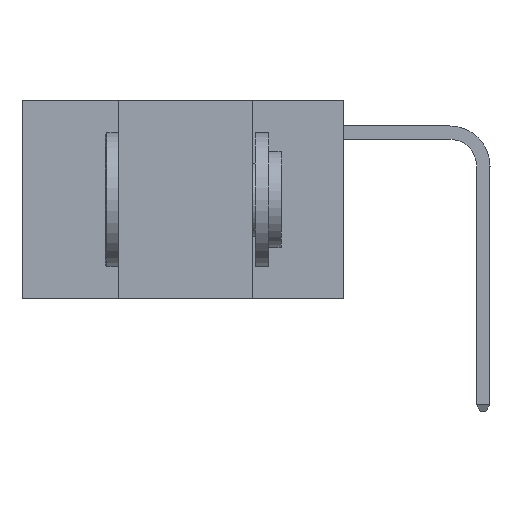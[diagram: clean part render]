
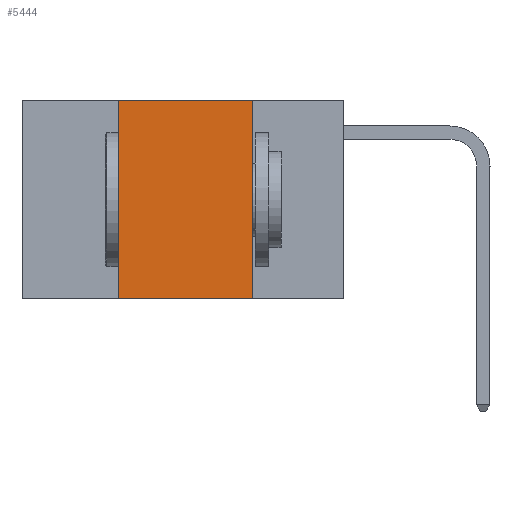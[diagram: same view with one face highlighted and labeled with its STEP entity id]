
A CAD part, left-side view. The second image highlights one B-rep face of the part: STEP entity #5444.
In plain terms, the highlighted planar face has unit normal (-1, 0, 0).
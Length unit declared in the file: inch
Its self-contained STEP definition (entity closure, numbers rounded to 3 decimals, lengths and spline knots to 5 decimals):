
#1197 = ORIENTED_EDGE ( 'NONE', *, *, #13762, .T. ) ;
#3077 = PLANE ( 'NONE',  #22906 ) ;
#4180 = CARTESIAN_POINT ( 'NONE',  ( 0., 0.42, -0.37 ) ) ;
#4684 = DIRECTION ( 'NONE',  ( 0., 0., -1. ) ) ;
#5317 = DIRECTION ( 'NONE',  ( 1., 0., 0. ) ) ;
#5444 = ADVANCED_FACE ( 'NONE', ( #15270 ), #3077, .F. ) ;
#6477 = EDGE_CURVE ( 'NONE', #25973, #13914, #9134, .T. ) ;
#9129 = EDGE_CURVE ( 'NONE', #14093, #19774, #21075, .T. ) ;
#9134 = LINE ( 'NONE', #17599, #26213 ) ;
#9600 = DIRECTION ( 'NONE',  ( 0., -1., 0. ) ) ;
#9642 = VECTOR ( 'NONE', #18284, 39.37008 ) ;
#10051 = CARTESIAN_POINT ( 'NONE',  ( 0., 0.17, -0.37 ) ) ;
#10199 = EDGE_LOOP ( 'NONE', ( #21504, #11401, #12074, #1197 ) ) ;
#10583 = VECTOR ( 'NONE', #21916, 39.37008 ) ;
#11401 = ORIENTED_EDGE ( 'NONE', *, *, #11750, .F. ) ;
#11750 = EDGE_CURVE ( 'NONE', #19774, #25973, #22682, .T. ) ;
#12074 = ORIENTED_EDGE ( 'NONE', *, *, #9129, .F. ) ;
#13277 = CARTESIAN_POINT ( 'NONE',  ( 0., 0.6, 0. ) ) ;
#13762 = EDGE_CURVE ( 'NONE', #14093, #13914, #20243, .T. ) ;
#13914 = VERTEX_POINT ( 'NONE', #10051 ) ;
#14093 = VERTEX_POINT ( 'NONE', #4180 ) ;
#15121 = CARTESIAN_POINT ( 'NONE',  ( 0., 0.42, 0. ) ) ;
#15270 = FACE_OUTER_BOUND ( 'NONE', #10199, .T. ) ;
#16040 = CARTESIAN_POINT ( 'NONE',  ( 0., 0.6, 0. ) ) ;
#16094 = CARTESIAN_POINT ( 'NONE',  ( 0., 0.42, 0. ) ) ;
#17599 = CARTESIAN_POINT ( 'NONE',  ( 0., 0.17, 0. ) ) ;
#18284 = DIRECTION ( 'NONE',  ( 0., 0., 1. ) ) ;
#18845 = CARTESIAN_POINT ( 'NONE',  ( 0., 0.17, 0. ) ) ;
#19774 = VERTEX_POINT ( 'NONE', #15121 ) ;
#20243 = LINE ( 'NONE', #20317, #21581 ) ;
#20317 = CARTESIAN_POINT ( 'NONE',  ( 0., 0.6, -0.37 ) ) ;
#20363 = DIRECTION ( 'NONE',  ( 0., 0., -1. ) ) ;
#21075 = LINE ( 'NONE', #16094, #9642 ) ;
#21504 = ORIENTED_EDGE ( 'NONE', *, *, #6477, .F. ) ;
#21581 = VECTOR ( 'NONE', #9600, 39.37008 ) ;
#21916 = DIRECTION ( 'NONE',  ( 0., -1., 0. ) ) ;
#22682 = LINE ( 'NONE', #13277, #10583 ) ;
#22906 = AXIS2_PLACEMENT_3D ( 'NONE', #16040, #5317, #20363 ) ;
#25973 = VERTEX_POINT ( 'NONE', #18845 ) ;
#26213 = VECTOR ( 'NONE', #4684, 39.37008 ) ;
